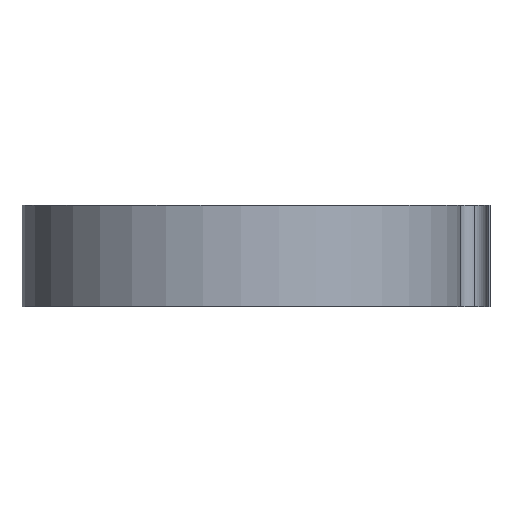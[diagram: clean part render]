
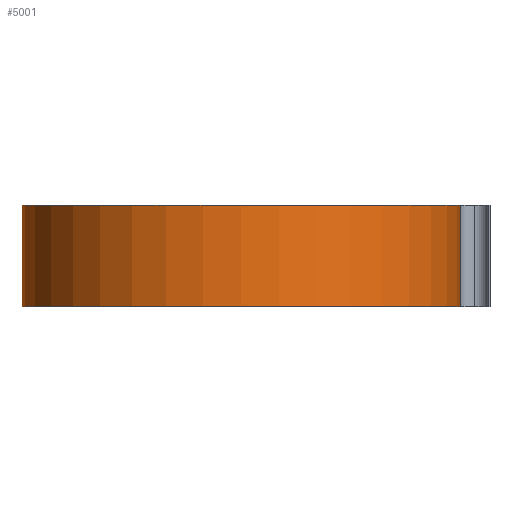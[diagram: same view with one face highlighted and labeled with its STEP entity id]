
A CAD part, top view. The second image highlights one B-rep face of the part: STEP entity #5001.
In plain terms, the highlighted cylindrical face has radius 39 mm (diameter 78 mm), a partial arc.
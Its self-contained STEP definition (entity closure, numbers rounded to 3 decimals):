
#52 = VERTEX_POINT ( 'NONE', #6655 ) ;
#251 = DIRECTION ( 'NONE',  ( 0., 1., 0. ) ) ;
#261 = CARTESIAN_POINT ( 'NONE',  ( -39., 18., 0. ) ) ;
#300 = DIRECTION ( 'NONE',  ( 0., 0., -1. ) ) ;
#324 = DIRECTION ( 'NONE',  ( 0., -1., 0. ) ) ;
#464 = DIRECTION ( 'NONE',  ( 0., -1., 0. ) ) ;
#501 = VERTEX_POINT ( 'NONE', #261 ) ;
#775 = AXIS2_PLACEMENT_3D ( 'NONE', #2623, #4752, #1565 ) ;
#916 = ORIENTED_EDGE ( 'NONE', *, *, #4724, .T. ) ;
#980 = EDGE_CURVE ( 'NONE', #501, #3469, #1898, .T. ) ;
#996 = CARTESIAN_POINT ( 'NONE',  ( 39., 18., 0. ) ) ;
#1003 = AXIS2_PLACEMENT_3D ( 'NONE', #5684, #1491, #300 ) ;
#1491 = DIRECTION ( 'NONE',  ( 0., -1., 0. ) ) ;
#1565 = DIRECTION ( 'NONE',  ( 1., 0., 0. ) ) ;
#1755 = CARTESIAN_POINT ( 'NONE',  ( -39., 18., 0. ) ) ;
#1898 = LINE ( 'NONE', #1755, #6757 ) ;
#2246 = ORIENTED_EDGE ( 'NONE', *, *, #3768, .F. ) ;
#2264 = CARTESIAN_POINT ( 'NONE',  ( -39., 0., 0. ) ) ;
#2550 = FACE_OUTER_BOUND ( 'NONE', #6496, .T. ) ;
#2576 = LINE ( 'NONE', #996, #4338 ) ;
#2623 = CARTESIAN_POINT ( 'NONE',  ( 0., 0., 0. ) ) ;
#3469 = VERTEX_POINT ( 'NONE', #2264 ) ;
#3745 = CIRCLE ( 'NONE', #5748, 39. ) ;
#3768 = EDGE_CURVE ( 'NONE', #4166, #52, #2576, .T. ) ;
#4166 = VERTEX_POINT ( 'NONE', #5666 ) ;
#4338 = VECTOR ( 'NONE', #464, 1000. ) ;
#4396 = DIRECTION ( 'NONE',  ( 1., 0., 0. ) ) ;
#4724 = EDGE_CURVE ( 'NONE', #3469, #52, #5019, .T. ) ;
#4752 = DIRECTION ( 'NONE',  ( 0., 1., 0. ) ) ;
#5001 = ADVANCED_FACE ( 'NONE', ( #2550 ), #6721, .T. ) ;
#5019 = CIRCLE ( 'NONE', #775, 39. ) ;
#5556 = ORIENTED_EDGE ( 'NONE', *, *, #980, .T. ) ;
#5666 = CARTESIAN_POINT ( 'NONE',  ( 39., 18., 0. ) ) ;
#5684 = CARTESIAN_POINT ( 'NONE',  ( 0., 18., 0. ) ) ;
#5748 = AXIS2_PLACEMENT_3D ( 'NONE', #5949, #251, #4396 ) ;
#5842 = EDGE_CURVE ( 'NONE', #501, #4166, #3745, .T. ) ;
#5932 = ORIENTED_EDGE ( 'NONE', *, *, #5842, .F. ) ;
#5949 = CARTESIAN_POINT ( 'NONE',  ( 0., 18., 0. ) ) ;
#6496 = EDGE_LOOP ( 'NONE', ( #916, #2246, #5932, #5556 ) ) ;
#6655 = CARTESIAN_POINT ( 'NONE',  ( 39., 0., 0. ) ) ;
#6721 = CYLINDRICAL_SURFACE ( 'NONE', #1003, 39. ) ;
#6757 = VECTOR ( 'NONE', #324, 1000. ) ;
